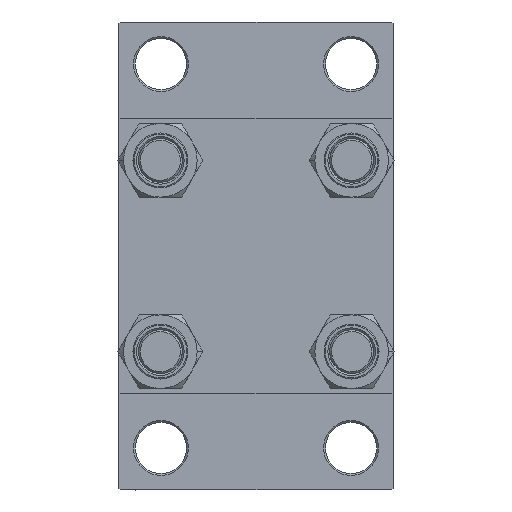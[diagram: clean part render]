
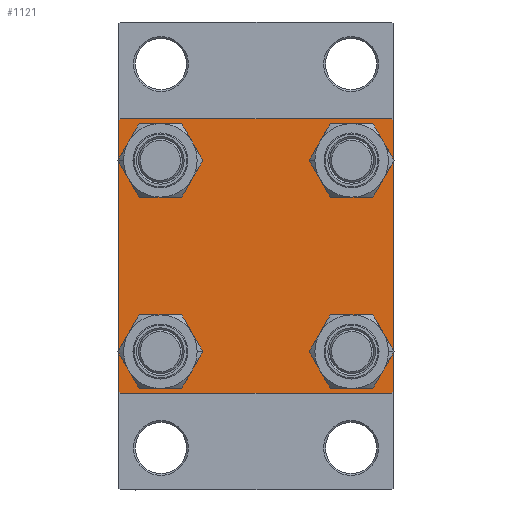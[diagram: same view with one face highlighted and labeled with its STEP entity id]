
A CAD part, left-side view. The second image highlights one B-rep face of the part: STEP entity #1121.
In plain terms, the highlighted planar face has unit normal (-1, 0, 0).
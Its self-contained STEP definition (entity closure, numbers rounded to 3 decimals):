
#312 = PLANE ( 'NONE',  #5394 ) ;
#424 = AXIS2_PLACEMENT_3D ( 'NONE', #8167, #15639, #23822 ) ;
#834 = VECTOR ( 'NONE', #26899, 1000. ) ;
#894 = CARTESIAN_POINT ( 'NONE',  ( 0., 26.15, -26.15 ) ) ;
#1121 = ADVANCED_FACE ( 'NONE', ( #36792, #7014, #3899, #37022, #18557 ), #312, .T. ) ;
#1368 = CARTESIAN_POINT ( 'NONE',  ( 0., 26.15, 26.15 ) ) ;
#1885 = ORIENTED_EDGE ( 'NONE', *, *, #2274, .T. ) ;
#2001 = ORIENTED_EDGE ( 'NONE', *, *, #6969, .T. ) ;
#2274 = EDGE_CURVE ( 'NONE', #24859, #21435, #22178, .T. ) ;
#2324 = DIRECTION ( 'NONE',  ( 1., 0., 0. ) ) ;
#3369 = DIRECTION ( 'NONE',  ( 0., 0., 1. ) ) ;
#3515 = CARTESIAN_POINT ( 'NONE',  ( 0., -37.5, 37.5 ) ) ;
#3899 = FACE_BOUND ( 'NONE', #44808, .T. ) ;
#3922 = ORIENTED_EDGE ( 'NONE', *, *, #19236, .T. ) ;
#4090 = AXIS2_PLACEMENT_3D ( 'NONE', #14132, #32152, #7126 ) ;
#4711 = DIRECTION ( 'NONE',  ( 1., 0., 0. ) ) ;
#4770 = EDGE_LOOP ( 'NONE', ( #47362, #13063, #1885, #2001, #23866, #24936, #33078, #26022 ) ) ;
#5110 = DIRECTION ( 'NONE',  ( 0., 0.707, 0.707 ) ) ;
#5293 = VERTEX_POINT ( 'NONE', #36455 ) ;
#5394 = AXIS2_PLACEMENT_3D ( 'NONE', #14956, #29628, #44214 ) ;
#5411 = AXIS2_PLACEMENT_3D ( 'NONE', #18152, #32797, #47398 ) ;
#5450 = VECTOR ( 'NONE', #34289, 1000. ) ;
#6392 = CARTESIAN_POINT ( 'NONE',  ( 0., 26.15, -26.15 ) ) ;
#6546 = LINE ( 'NONE', #10152, #22017 ) ;
#6969 = EDGE_CURVE ( 'NONE', #21435, #38356, #44353, .T. ) ;
#7014 = FACE_BOUND ( 'NONE', #18068, .T. ) ;
#7089 = CARTESIAN_POINT ( 'NONE',  ( 0., 37.5, -37. ) ) ;
#7126 = DIRECTION ( 'NONE',  ( 0., 0., 1. ) ) ;
#7380 = CARTESIAN_POINT ( 'NONE',  ( 0., 37., -37.5 ) ) ;
#7796 = VERTEX_POINT ( 'NONE', #35954 ) ;
#8006 = LINE ( 'NONE', #38038, #11737 ) ;
#8167 = CARTESIAN_POINT ( 'NONE',  ( 0., -26.15, -26.15 ) ) ;
#8935 = ORIENTED_EDGE ( 'NONE', *, *, #13454, .T. ) ;
#8946 = VERTEX_POINT ( 'NONE', #12093 ) ;
#9183 = CARTESIAN_POINT ( 'NONE',  ( 0., 26.15, 32.65 ) ) ;
#10152 = CARTESIAN_POINT ( 'NONE',  ( 0., 37.25, 37.25 ) ) ;
#10574 = DIRECTION ( 'NONE',  ( 1., 0., 0. ) ) ;
#11444 = DIRECTION ( 'NONE',  ( 1., 0., 0. ) ) ;
#11737 = VECTOR ( 'NONE', #30382, 1000. ) ;
#11769 = AXIS2_PLACEMENT_3D ( 'NONE', #894, #10574, #3369 ) ;
#12093 = CARTESIAN_POINT ( 'NONE',  ( 0., -37.5, 37. ) ) ;
#12179 = VERTEX_POINT ( 'NONE', #23167 ) ;
#12437 = ORIENTED_EDGE ( 'NONE', *, *, #45389, .T. ) ;
#12997 = EDGE_CURVE ( 'NONE', #40653, #24859, #8006, .T. ) ;
#13063 = ORIENTED_EDGE ( 'NONE', *, *, #12997, .T. ) ;
#13454 = EDGE_CURVE ( 'NONE', #24476, #29542, #41689, .T. ) ;
#14132 = CARTESIAN_POINT ( 'NONE',  ( 0., -26.15, -26.15 ) ) ;
#14241 = CARTESIAN_POINT ( 'NONE',  ( 0., 26.15, 26.15 ) ) ;
#14741 = EDGE_CURVE ( 'NONE', #8946, #38356, #26316, .T. ) ;
#14956 = CARTESIAN_POINT ( 'NONE',  ( 0., 0., 0. ) ) ;
#14974 = ORIENTED_EDGE ( 'NONE', *, *, #25222, .T. ) ;
#15049 = CARTESIAN_POINT ( 'NONE',  ( 0., 37.5, 37. ) ) ;
#15639 = DIRECTION ( 'NONE',  ( 1., 0., 0. ) ) ;
#16017 = DIRECTION ( 'NONE',  ( 0., 0., 1. ) ) ;
#16154 = ORIENTED_EDGE ( 'NONE', *, *, #21741, .T. ) ;
#16340 = DIRECTION ( 'NONE',  ( 0., 0., -1. ) ) ;
#16690 = CIRCLE ( 'NONE', #28196, 6.5 ) ;
#17022 = EDGE_CURVE ( 'NONE', #44839, #19954, #29579, .T. ) ;
#17265 = CARTESIAN_POINT ( 'NONE',  ( 0., -26.15, -32.65 ) ) ;
#17330 = VECTOR ( 'NONE', #25479, 1000. ) ;
#17935 = DIRECTION ( 'NONE',  ( 0., 0., 1. ) ) ;
#18068 = EDGE_LOOP ( 'NONE', ( #38250, #32235 ) ) ;
#18152 = CARTESIAN_POINT ( 'NONE',  ( 0., -26.15, 26.15 ) ) ;
#18401 = DIRECTION ( 'NONE',  ( 0., 0., -1. ) ) ;
#18557 = FACE_OUTER_BOUND ( 'NONE', #4770, .T. ) ;
#19171 = VERTEX_POINT ( 'NONE', #24359 ) ;
#19205 = CARTESIAN_POINT ( 'NONE',  ( 0., 37.5, -37.5 ) ) ;
#19236 = EDGE_CURVE ( 'NONE', #12179, #34832, #44159, .T. ) ;
#19894 = CARTESIAN_POINT ( 'NONE',  ( 0., -37.25, -37.25 ) ) ;
#19954 = VERTEX_POINT ( 'NONE', #17265 ) ;
#20457 = CARTESIAN_POINT ( 'NONE',  ( 0., -37., -37.5 ) ) ;
#21171 = AXIS2_PLACEMENT_3D ( 'NONE', #1368, #4711, #16017 ) ;
#21314 = CARTESIAN_POINT ( 'NONE',  ( 0., -37.5, -37. ) ) ;
#21435 = VERTEX_POINT ( 'NONE', #20457 ) ;
#21635 = EDGE_CURVE ( 'NONE', #19171, #5293, #36505, .T. ) ;
#21741 = EDGE_CURVE ( 'NONE', #34832, #12179, #41836, .T. ) ;
#21816 = VECTOR ( 'NONE', #18401, 1000. ) ;
#22017 = VECTOR ( 'NONE', #36078, 1000. ) ;
#22040 = VECTOR ( 'NONE', #5110, 1000. ) ;
#22178 = LINE ( 'NONE', #19205, #834 ) ;
#22615 = AXIS2_PLACEMENT_3D ( 'NONE', #6392, #2324, #17935 ) ;
#22655 = CARTESIAN_POINT ( 'NONE',  ( 0., -37.25, 37.25 ) ) ;
#23167 = CARTESIAN_POINT ( 'NONE',  ( 0., 26.15, 19.65 ) ) ;
#23378 = LINE ( 'NONE', #22655, #22040 ) ;
#23483 = DIRECTION ( 'NONE',  ( 0., 0., 1. ) ) ;
#23822 = DIRECTION ( 'NONE',  ( 0., 0., 1. ) ) ;
#23866 = ORIENTED_EDGE ( 'NONE', *, *, #14741, .F. ) ;
#24311 = EDGE_CURVE ( 'NONE', #19171, #42609, #6546, .T. ) ;
#24359 = CARTESIAN_POINT ( 'NONE',  ( 0., 37., 37.5 ) ) ;
#24476 = VERTEX_POINT ( 'NONE', #39385 ) ;
#24839 = CIRCLE ( 'NONE', #4090, 6.5 ) ;
#24859 = VERTEX_POINT ( 'NONE', #7380 ) ;
#24936 = ORIENTED_EDGE ( 'NONE', *, *, #44793, .T. ) ;
#25222 = EDGE_CURVE ( 'NONE', #7796, #33984, #42169, .T. ) ;
#25479 = DIRECTION ( 'NONE',  ( 0., -1., 0. ) ) ;
#25678 = CIRCLE ( 'NONE', #22615, 6.5 ) ;
#26022 = ORIENTED_EDGE ( 'NONE', *, *, #24311, .T. ) ;
#26316 = LINE ( 'NONE', #3515, #21816 ) ;
#26899 = DIRECTION ( 'NONE',  ( 0., -1., 0. ) ) ;
#27049 = VECTOR ( 'NONE', #16340, 1000. ) ;
#27872 = CARTESIAN_POINT ( 'NONE',  ( 0., 37.5, 37.5 ) ) ;
#27933 = CARTESIAN_POINT ( 'NONE',  ( 0., -26.15, -19.65 ) ) ;
#28118 = LINE ( 'NONE', #27872, #27049 ) ;
#28196 = AXIS2_PLACEMENT_3D ( 'NONE', #30198, #11444, #23483 ) ;
#28669 = DIRECTION ( 'NONE',  ( 1., 0., 0. ) ) ;
#29542 = VERTEX_POINT ( 'NONE', #41712 ) ;
#29579 = CIRCLE ( 'NONE', #424, 6.5 ) ;
#29628 = DIRECTION ( 'NONE',  ( -1., 0., 0. ) ) ;
#30198 = CARTESIAN_POINT ( 'NONE',  ( 0., -26.15, 26.15 ) ) ;
#30382 = DIRECTION ( 'NONE',  ( 0., -0.707, -0.707 ) ) ;
#31296 = EDGE_CURVE ( 'NONE', #42609, #40653, #28118, .T. ) ;
#32152 = DIRECTION ( 'NONE',  ( 1., 0., 0. ) ) ;
#32232 = EDGE_LOOP ( 'NONE', ( #16154, #3922 ) ) ;
#32235 = ORIENTED_EDGE ( 'NONE', *, *, #32690, .T. ) ;
#32488 = DIRECTION ( 'NONE',  ( 0., 0., 1. ) ) ;
#32690 = EDGE_CURVE ( 'NONE', #19954, #44839, #24839, .T. ) ;
#32797 = DIRECTION ( 'NONE',  ( 1., 0., 0. ) ) ;
#33078 = ORIENTED_EDGE ( 'NONE', *, *, #21635, .F. ) ;
#33913 = ORIENTED_EDGE ( 'NONE', *, *, #38375, .T. ) ;
#33984 = VERTEX_POINT ( 'NONE', #40229 ) ;
#34289 = DIRECTION ( 'NONE',  ( 0., -0.707, 0.707 ) ) ;
#34832 = VERTEX_POINT ( 'NONE', #9183 ) ;
#35793 = CARTESIAN_POINT ( 'NONE',  ( 0., 37.5, 37.5 ) ) ;
#35954 = CARTESIAN_POINT ( 'NONE',  ( 0., -26.15, 32.65 ) ) ;
#36078 = DIRECTION ( 'NONE',  ( 0., 0.707, -0.707 ) ) ;
#36455 = CARTESIAN_POINT ( 'NONE',  ( 0., -37., 37.5 ) ) ;
#36505 = LINE ( 'NONE', #35793, #17330 ) ;
#36792 = FACE_BOUND ( 'NONE', #41525, .T. ) ;
#37022 = FACE_BOUND ( 'NONE', #32232, .T. ) ;
#38038 = CARTESIAN_POINT ( 'NONE',  ( 0., 37.25, -37.25 ) ) ;
#38250 = ORIENTED_EDGE ( 'NONE', *, *, #17022, .T. ) ;
#38356 = VERTEX_POINT ( 'NONE', #21314 ) ;
#38375 = EDGE_CURVE ( 'NONE', #29542, #24476, #25678, .T. ) ;
#39385 = CARTESIAN_POINT ( 'NONE',  ( 0., 26.15, -32.65 ) ) ;
#40229 = CARTESIAN_POINT ( 'NONE',  ( 0., -26.15, 19.65 ) ) ;
#40653 = VERTEX_POINT ( 'NONE', #7089 ) ;
#41106 = AXIS2_PLACEMENT_3D ( 'NONE', #14241, #28669, #32488 ) ;
#41525 = EDGE_LOOP ( 'NONE', ( #14974, #12437 ) ) ;
#41689 = CIRCLE ( 'NONE', #11769, 6.5 ) ;
#41712 = CARTESIAN_POINT ( 'NONE',  ( 0., 26.15, -19.65 ) ) ;
#41836 = CIRCLE ( 'NONE', #21171, 6.5 ) ;
#42169 = CIRCLE ( 'NONE', #5411, 6.5 ) ;
#42609 = VERTEX_POINT ( 'NONE', #15049 ) ;
#44159 = CIRCLE ( 'NONE', #41106, 6.5 ) ;
#44214 = DIRECTION ( 'NONE',  ( 0., 0., 1. ) ) ;
#44353 = LINE ( 'NONE', #19894, #5450 ) ;
#44793 = EDGE_CURVE ( 'NONE', #8946, #5293, #23378, .T. ) ;
#44808 = EDGE_LOOP ( 'NONE', ( #33913, #8935 ) ) ;
#44839 = VERTEX_POINT ( 'NONE', #27933 ) ;
#45389 = EDGE_CURVE ( 'NONE', #33984, #7796, #16690, .T. ) ;
#47362 = ORIENTED_EDGE ( 'NONE', *, *, #31296, .T. ) ;
#47398 = DIRECTION ( 'NONE',  ( 0., 0., 1. ) ) ;
